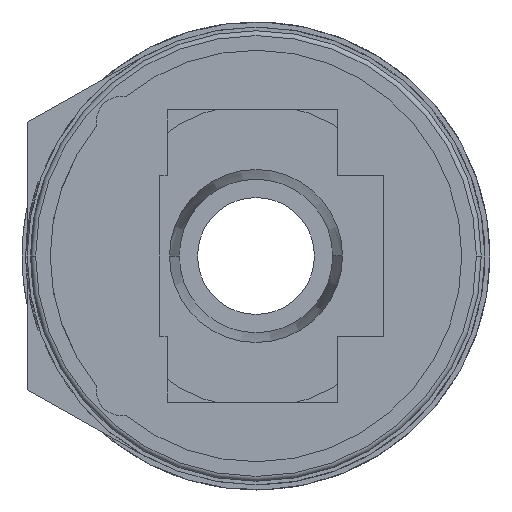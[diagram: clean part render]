
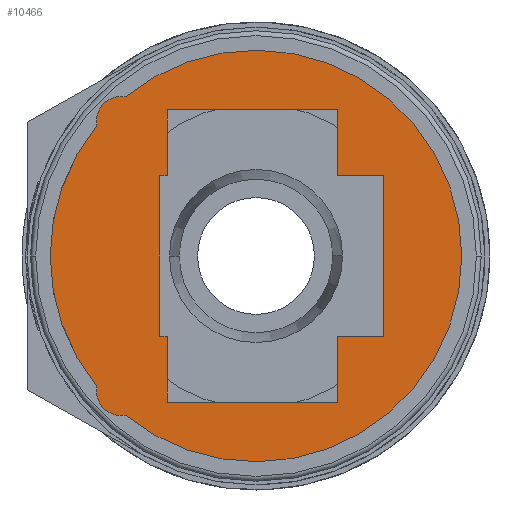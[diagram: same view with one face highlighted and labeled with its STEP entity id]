
A CAD part, left-side view. The second image highlights one B-rep face of the part: STEP entity #10466.
In plain terms, the highlighted planar face has unit normal (-1, 0, 0).
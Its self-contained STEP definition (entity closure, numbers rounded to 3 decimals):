
#35=DIRECTION('',(0.,0.,-1.));
#36=VECTOR('',#35,6.6);
#37=CARTESIAN_POINT('',(13.1,-5.25,3.3));
#38=LINE('',#37,#36);
#2725=CARTESIAN_POINT('',(13.1,0.,0.));
#2726=DIRECTION('',(1.,0.,0.));
#2727=DIRECTION('',(0.,0.634,0.773));
#2728=AXIS2_PLACEMENT_3D('',#2725,#2726,#2727);
#2730=CARTESIAN_POINT('',(13.1,5.551,-5.551));
#2731=DIRECTION('',(1.,0.,0.));
#2732=DIRECTION('',(0.,-0.191,-0.982));
#2733=AXIS2_PLACEMENT_3D('',#2730,#2731,#2732);
#2735=CARTESIAN_POINT('',(13.1,0.,0.));
#2736=DIRECTION('',(1.,0.,0.));
#2737=DIRECTION('',(0.,0.773,-0.634));
#2738=AXIS2_PLACEMENT_3D('',#2735,#2736,#2737);
#2740=CARTESIAN_POINT('',(13.1,5.551,5.551));
#2741=DIRECTION('',(1.,0.,0.));
#2742=DIRECTION('',(0.,0.982,-0.191));
#2743=AXIS2_PLACEMENT_3D('',#2740,#2741,#2742);
#2757=DIRECTION('',(0.,-1.,0.));
#2758=VECTOR('',#2757,0.3);
#2759=CARTESIAN_POINT('',(13.1,3.95,3.3));
#2760=LINE('',#2759,#2758);
#2765=DIRECTION('',(0.,0.,-1.));
#2766=VECTOR('',#2765,2.7);
#2767=CARTESIAN_POINT('',(13.1,3.65,6.));
#2768=LINE('',#2767,#2766);
#2773=DIRECTION('',(0.,1.,0.));
#2774=VECTOR('',#2773,7.);
#2775=CARTESIAN_POINT('',(13.1,-3.35,6.));
#2776=LINE('',#2775,#2774);
#2807=DIRECTION('',(0.,0.,1.));
#2808=VECTOR('',#2807,2.7);
#2809=CARTESIAN_POINT('',(13.1,-3.35,-6.));
#2810=LINE('',#2809,#2808);
#2819=DIRECTION('',(0.,-1.,0.));
#2820=VECTOR('',#2819,7.);
#2821=CARTESIAN_POINT('',(13.1,3.65,-6.));
#2822=LINE('',#2821,#2820);
#2827=DIRECTION('',(0.,0.,-1.));
#2828=VECTOR('',#2827,2.7);
#2829=CARTESIAN_POINT('',(13.1,3.65,-3.3));
#2830=LINE('',#2829,#2828);
#2831=DIRECTION('',(0.,1.,0.));
#2832=VECTOR('',#2831,0.3);
#2833=CARTESIAN_POINT('',(13.1,3.65,-3.3));
#2834=LINE('',#2833,#2832);
#2843=DIRECTION('',(0.,0.,1.));
#2844=VECTOR('',#2843,6.6);
#2845=CARTESIAN_POINT('',(13.1,3.95,-3.3));
#2846=LINE('',#2845,#2844);
#2901=DIRECTION('',(0.,1.,0.));
#2902=VECTOR('',#2901,1.9);
#2903=CARTESIAN_POINT('',(13.1,-5.25,-3.3));
#2904=LINE('',#2903,#2902);
#2921=DIRECTION('',(0.,0.,1.));
#2922=VECTOR('',#2921,2.7);
#2923=CARTESIAN_POINT('',(13.1,-3.35,3.3));
#2924=LINE('',#2923,#2922);
#2937=DIRECTION('',(0.,-1.,0.));
#2938=VECTOR('',#2937,1.9);
#2939=CARTESIAN_POINT('',(13.1,-3.35,3.3));
#2940=LINE('',#2939,#2938);
#6481=CARTESIAN_POINT('',(13.1,5.36,-6.532));
#6482=CARTESIAN_POINT('',(13.1,6.532,-5.36));
#6483=VERTEX_POINT('',#6481);
#6484=VERTEX_POINT('',#6482);
#6485=CARTESIAN_POINT('',(13.1,5.36,6.532));
#6486=VERTEX_POINT('',#6485);
#6487=CARTESIAN_POINT('',(13.1,6.532,5.36));
#6488=VERTEX_POINT('',#6487);
#6489=CARTESIAN_POINT('',(13.1,3.95,3.3));
#6490=CARTESIAN_POINT('',(13.1,3.65,3.3));
#6491=VERTEX_POINT('',#6489);
#6492=VERTEX_POINT('',#6490);
#6493=CARTESIAN_POINT('',(13.1,3.65,6.));
#6494=VERTEX_POINT('',#6493);
#6495=CARTESIAN_POINT('',(13.1,-3.35,6.));
#6496=VERTEX_POINT('',#6495);
#6497=CARTESIAN_POINT('',(13.1,-3.35,3.3));
#6498=VERTEX_POINT('',#6497);
#6499=CARTESIAN_POINT('',(13.1,-5.25,3.3));
#6500=VERTEX_POINT('',#6499);
#6501=CARTESIAN_POINT('',(13.1,-5.25,-3.3));
#6502=VERTEX_POINT('',#6501);
#6503=CARTESIAN_POINT('',(13.1,-3.35,-3.3));
#6504=VERTEX_POINT('',#6503);
#6505=CARTESIAN_POINT('',(13.1,-3.35,-6.));
#6506=VERTEX_POINT('',#6505);
#6507=CARTESIAN_POINT('',(13.1,3.65,-6.));
#6508=VERTEX_POINT('',#6507);
#6509=CARTESIAN_POINT('',(13.1,3.65,-3.3));
#6510=VERTEX_POINT('',#6509);
#6511=CARTESIAN_POINT('',(13.1,3.95,-3.3));
#6512=VERTEX_POINT('',#6511);
#10427=CARTESIAN_POINT('',(13.1,-0.005,0.));
#10428=DIRECTION('',(1.,0.,0.));
#10429=DIRECTION('',(0.,-1.,0.));
#10430=AXIS2_PLACEMENT_3D('',#10427,#10428,#10429);
#10431=PLANE('',#10430);
#10433=ORIENTED_EDGE('',*,*,#10432,.T.);
#10435=ORIENTED_EDGE('',*,*,#10434,.T.);
#10436=ORIENTED_EDGE('',*,*,#10402,.T.);
#10438=ORIENTED_EDGE('',*,*,#10437,.T.);
#10439=EDGE_LOOP('',(#10433,#10435,#10436,#10438));
#10440=FACE_OUTER_BOUND('',#10439,.F.);
#10442=ORIENTED_EDGE('',*,*,#10441,.F.);
#10444=ORIENTED_EDGE('',*,*,#10443,.F.);
#10446=ORIENTED_EDGE('',*,*,#10445,.F.);
#10448=ORIENTED_EDGE('',*,*,#10447,.T.);
#10450=ORIENTED_EDGE('',*,*,#10449,.T.);
#10452=ORIENTED_EDGE('',*,*,#10451,.T.);
#10454=ORIENTED_EDGE('',*,*,#10453,.F.);
#10455=ORIENTED_EDGE('',*,*,#7583,.F.);
#10457=ORIENTED_EDGE('',*,*,#10456,.F.);
#10459=ORIENTED_EDGE('',*,*,#10458,.T.);
#10461=ORIENTED_EDGE('',*,*,#10460,.T.);
#10463=ORIENTED_EDGE('',*,*,#10462,.T.);
#10464=EDGE_LOOP('',(#10442,#10444,#10446,#10448,#10450,#10452,#10454,#10455,
#10457,#10459,#10461,#10463));
#10465=FACE_BOUND('',#10464,.F.);
#10466=ADVANCED_FACE('',(#10440,#10465),#10431,.F.);
#2729=CIRCLE('',#2728,8.45);
#2734=CIRCLE('',#2733,1.);
#2739=CIRCLE('',#2738,8.45);
#2744=CIRCLE('',#2743,1.);
#7583=EDGE_CURVE('',#6500,#6502,#38,.T.);
#10402=EDGE_CURVE('',#6484,#6488,#2739,.T.);
#10432=EDGE_CURVE('',#6486,#6483,#2729,.T.);
#10434=EDGE_CURVE('',#6483,#6484,#2734,.T.);
#10437=EDGE_CURVE('',#6488,#6486,#2744,.T.);
#10441=EDGE_CURVE('',#6491,#6492,#2760,.T.);
#10443=EDGE_CURVE('',#6512,#6491,#2846,.T.);
#10445=EDGE_CURVE('',#6510,#6512,#2834,.T.);
#10447=EDGE_CURVE('',#6510,#6508,#2830,.T.);
#10449=EDGE_CURVE('',#6508,#6506,#2822,.T.);
#10451=EDGE_CURVE('',#6506,#6504,#2810,.T.);
#10453=EDGE_CURVE('',#6502,#6504,#2904,.T.);
#10456=EDGE_CURVE('',#6498,#6500,#2940,.T.);
#10458=EDGE_CURVE('',#6498,#6496,#2924,.T.);
#10460=EDGE_CURVE('',#6496,#6494,#2776,.T.);
#10462=EDGE_CURVE('',#6494,#6492,#2768,.T.);
